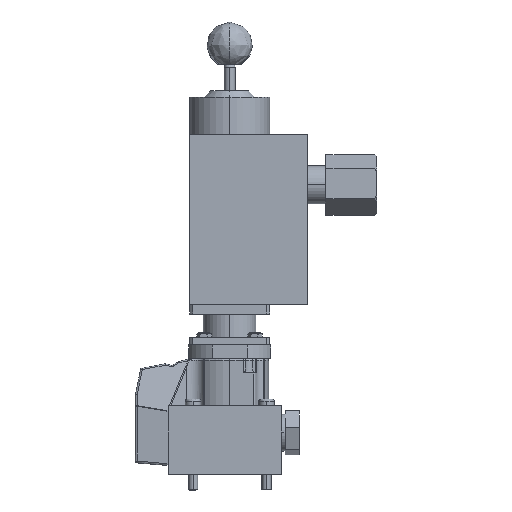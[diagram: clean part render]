
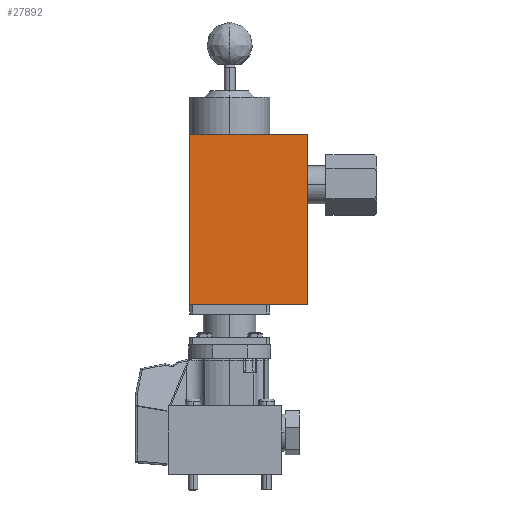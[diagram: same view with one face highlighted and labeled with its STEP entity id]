
A CAD part, front view. The second image highlights one B-rep face of the part: STEP entity #27892.
In plain terms, the highlighted planar face has unit normal (0, -1, 0).
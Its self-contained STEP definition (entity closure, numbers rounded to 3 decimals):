
#7286 = CARTESIAN_POINT ( 'NONE',  ( 55.876, -1.187, 187.4 ) ) ;
#7287 = DIRECTION ( 'NONE',  ( -1., 0., 0. ) ) ;
#7293 = CARTESIAN_POINT ( 'NONE',  ( 55.876, -1.187, 187.4 ) ) ;
#7294 = DIRECTION ( 'NONE',  ( 0., 0., -1. ) ) ;
#7299 = CARTESIAN_POINT ( 'NONE',  ( 55.876, -1.187, 93.6 ) ) ;
#7300 = DIRECTION ( 'NONE',  ( 1., 0., 0. ) ) ;
#7301 = CARTESIAN_POINT ( 'NONE',  ( 120.876, -1.187, 187.4 ) ) ;
#7302 = DIRECTION ( 'NONE',  ( 0., 0., 1. ) ) ;
#18712 = ORIENTED_EDGE ( 'NONE', *, *, #21336, .T. ) ;
#18713 = ORIENTED_EDGE ( 'NONE', *, *, #21329, .T. ) ;
#18714 = ORIENTED_EDGE ( 'NONE', *, *, #21342, .T. ) ;
#18715 = ORIENTED_EDGE ( 'NONE', *, *, #21341, .T. ) ;
#21329 = EDGE_CURVE ( 'NONE', #22800, #22561, #43346, .T. ) ;
#21336 = EDGE_CURVE ( 'NONE', #22561, #22531, #43354, .T. ) ;
#21341 = EDGE_CURVE ( 'NONE', #22531, #22434, #43360, .T. ) ;
#21342 = EDGE_CURVE ( 'NONE', #22434, #22800, #43362, .T. ) ;
#22434 = VERTEX_POINT ( 'NONE', #33561 ) ;
#22531 = VERTEX_POINT ( 'NONE', #33658 ) ;
#22561 = VERTEX_POINT ( 'NONE', #33688 ) ;
#22800 = VERTEX_POINT ( 'NONE', #33865 ) ;
#27750 = FACE_OUTER_BOUND ( 'NONE', #30082, .T. ) ;
#27892 = ADVANCED_FACE ( 'NONE', ( #27750 ), #32689, .T. ) ;
#30082 = EDGE_LOOP ( 'NONE', ( #18715, #18714, #18713, #18712 ) ) ;
#32689 = PLANE ( 'NONE',  #37607 ) ;
#32697 = CARTESIAN_POINT ( 'NONE',  ( 55.876, -1.187, 187.4 ) ) ;
#32698 = DIRECTION ( 'NONE',  ( 0., -1., 0. ) ) ;
#32699 = DIRECTION ( 'NONE',  ( 0., 0., -1. ) ) ;
#33561 = CARTESIAN_POINT ( 'NONE',  ( 120.876, -1.187, 93.6 ) ) ;
#33658 = CARTESIAN_POINT ( 'NONE',  ( 55.876, -1.187, 93.6 ) ) ;
#33688 = CARTESIAN_POINT ( 'NONE',  ( 55.876, -1.187, 187.4 ) ) ;
#33865 = CARTESIAN_POINT ( 'NONE',  ( 120.876, -1.187, 187.4 ) ) ;
#37607 = AXIS2_PLACEMENT_3D ( 'NONE', #32697, #32698, #32699 ) ;
#43346 = LINE ( 'NONE', #7286, #43349 ) ;
#43349 = VECTOR ( 'NONE', #7287, 1000. ) ;
#43354 = LINE ( 'NONE', #7293, #43357 ) ;
#43357 = VECTOR ( 'NONE', #7294, 1000. ) ;
#43360 = LINE ( 'NONE', #7299, #43363 ) ;
#43362 = LINE ( 'NONE', #7301, #43365 ) ;
#43363 = VECTOR ( 'NONE', #7300, 1000. ) ;
#43365 = VECTOR ( 'NONE', #7302, 1000. ) ;
